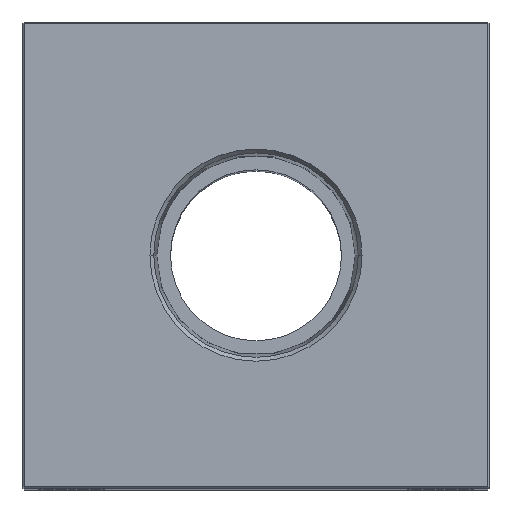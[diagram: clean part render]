
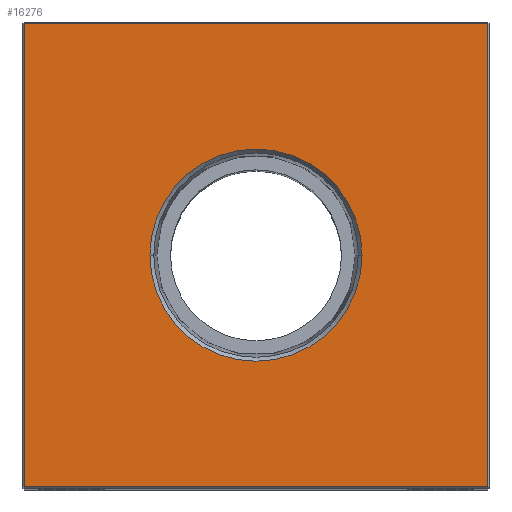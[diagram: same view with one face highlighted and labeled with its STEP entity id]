
A CAD part, top view. The second image highlights one B-rep face of the part: STEP entity #16276.
In plain terms, the highlighted planar face has unit normal (0, 0, 1).
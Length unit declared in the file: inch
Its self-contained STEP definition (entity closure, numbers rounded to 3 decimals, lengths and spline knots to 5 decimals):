
#44 = DIRECTION ( 'NONE',  ( 0., 0., 1. ) ) ;
#131 = CARTESIAN_POINT ( 'NONE',  ( 1.49, 1.49, 6.25 ) ) ;
#473 = CARTESIAN_POINT ( 'NONE',  ( 0., -1.49, 6.25 ) ) ;
#915 = FACE_BOUND ( 'NONE', #22054, .T. ) ;
#1646 = CARTESIAN_POINT ( 'NONE',  ( 1.49, 0., 6.25 ) ) ;
#2715 = EDGE_LOOP ( 'NONE', ( #9390, #16306, #29778, #25529 ) ) ;
#2865 = VECTOR ( 'NONE', #14621, 39.37008 ) ;
#3712 = CARTESIAN_POINT ( 'NONE',  ( 0.68248, 0., 6.25 ) ) ;
#4307 = VERTEX_POINT ( 'NONE', #18677 ) ;
#5508 = VERTEX_POINT ( 'NONE', #3712 ) ;
#5713 = EDGE_CURVE ( 'NONE', #30714, #8288, #30103, .T. ) ;
#6241 = LINE ( 'NONE', #473, #25594 ) ;
#6914 = CIRCLE ( 'NONE', #28809, 0.68248 ) ;
#7774 = CARTESIAN_POINT ( 'NONE',  ( 0., 0., 6.25 ) ) ;
#8288 = VERTEX_POINT ( 'NONE', #15221 ) ;
#8433 = DIRECTION ( 'NONE',  ( 0., -1., 0. ) ) ;
#9390 = ORIENTED_EDGE ( 'NONE', *, *, #5713, .T. ) ;
#10324 = DIRECTION ( 'NONE',  ( 1., 0., 0. ) ) ;
#10578 = EDGE_CURVE ( 'NONE', #26230, #5508, #6914, .T. ) ;
#11426 = ORIENTED_EDGE ( 'NONE', *, *, #24519, .F. ) ;
#12071 = CARTESIAN_POINT ( 'NONE',  ( -1.49, 1.49, 6.25 ) ) ;
#12514 = CARTESIAN_POINT ( 'NONE',  ( -0.68248, 0., 6.25 ) ) ;
#13714 = DIRECTION ( 'NONE',  ( 0., 0., -1. ) ) ;
#14621 = DIRECTION ( 'NONE',  ( 0., 1., 0. ) ) ;
#15165 = CARTESIAN_POINT ( 'NONE',  ( 0., 0., 6.25 ) ) ;
#15221 = CARTESIAN_POINT ( 'NONE',  ( -1.49, -1.49, 6.25 ) ) ;
#16180 = PLANE ( 'NONE',  #18319 ) ;
#16276 = ADVANCED_FACE ( 'NONE', ( #23840, #915 ), #16180, .F. ) ;
#16306 = ORIENTED_EDGE ( 'NONE', *, *, #20905, .T. ) ;
#17097 = ORIENTED_EDGE ( 'NONE', *, *, #10578, .F. ) ;
#17110 = LINE ( 'NONE', #30893, #30465 ) ;
#17728 = DIRECTION ( 'NONE',  ( 1., 0., 0. ) ) ;
#18319 = AXIS2_PLACEMENT_3D ( 'NONE', #28815, #13714, #31297 ) ;
#18677 = CARTESIAN_POINT ( 'NONE',  ( 1.49, -1.49, 6.25 ) ) ;
#19858 = VERTEX_POINT ( 'NONE', #131 ) ;
#19909 = CIRCLE ( 'NONE', #20767, 0.68248 ) ;
#20092 = CARTESIAN_POINT ( 'NONE',  ( -1.49, 0., 6.25 ) ) ;
#20539 = DIRECTION ( 'NONE',  ( -1., 0., 0. ) ) ;
#20767 = AXIS2_PLACEMENT_3D ( 'NONE', #7774, #25430, #10324 ) ;
#20905 = EDGE_CURVE ( 'NONE', #8288, #4307, #6241, .T. ) ;
#22054 = EDGE_LOOP ( 'NONE', ( #11426, #17097 ) ) ;
#22631 = EDGE_CURVE ( 'NONE', #4307, #19858, #23033, .T. ) ;
#23033 = LINE ( 'NONE', #1646, #2865 ) ;
#23369 = DIRECTION ( 'NONE',  ( 1., 0., 0. ) ) ;
#23840 = FACE_OUTER_BOUND ( 'NONE', #2715, .T. ) ;
#24519 = EDGE_CURVE ( 'NONE', #5508, #26230, #19909, .T. ) ;
#25430 = DIRECTION ( 'NONE',  ( 0., 0., 1. ) ) ;
#25529 = ORIENTED_EDGE ( 'NONE', *, *, #28956, .T. ) ;
#25594 = VECTOR ( 'NONE', #23369, 39.37008 ) ;
#26230 = VERTEX_POINT ( 'NONE', #12514 ) ;
#28809 = AXIS2_PLACEMENT_3D ( 'NONE', #15165, #44, #17728 ) ;
#28815 = CARTESIAN_POINT ( 'NONE',  ( 0., 0., 6.25 ) ) ;
#28956 = EDGE_CURVE ( 'NONE', #19858, #30714, #17110, .T. ) ;
#29314 = VECTOR ( 'NONE', #8433, 39.37008 ) ;
#29778 = ORIENTED_EDGE ( 'NONE', *, *, #22631, .T. ) ;
#30103 = LINE ( 'NONE', #20092, #29314 ) ;
#30465 = VECTOR ( 'NONE', #20539, 39.37008 ) ;
#30714 = VERTEX_POINT ( 'NONE', #12071 ) ;
#30893 = CARTESIAN_POINT ( 'NONE',  ( 0., 1.49, 6.25 ) ) ;
#31297 = DIRECTION ( 'NONE',  ( -1., 0., 0. ) ) ;
